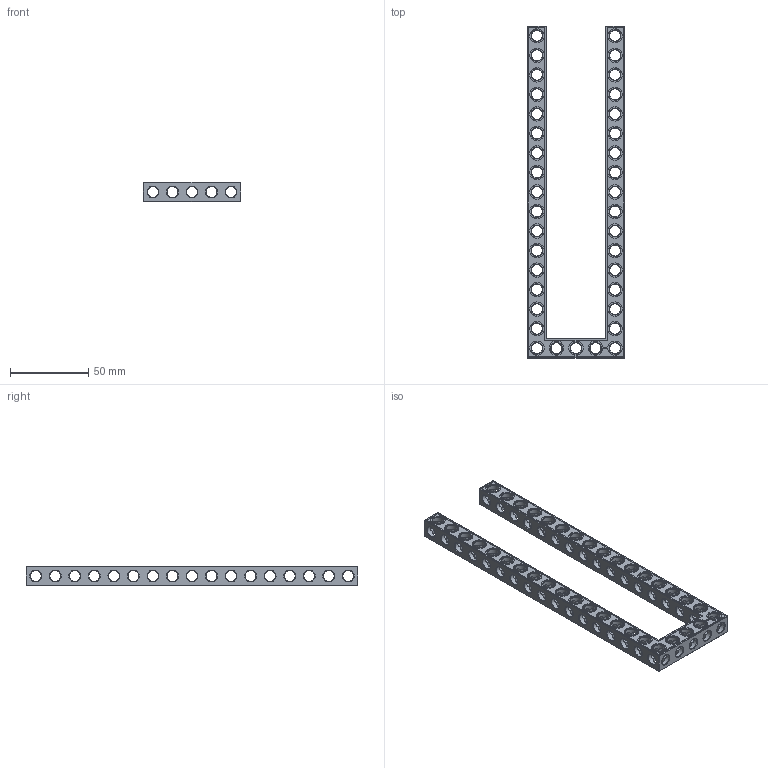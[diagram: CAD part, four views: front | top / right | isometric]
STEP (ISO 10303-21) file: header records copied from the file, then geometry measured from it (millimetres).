
FILE_DESCRIPTION(('FreeCAD Model'),'2;1');
FILE_NAME('Open CASCADE Shape Model','2022-02-23T18:05:49',( 'Paulo Kiefe'),('STEMFIE.org'),'Open CASCADE STEP processor 7.5', 'FreeCAD','Unknown');
FILE_SCHEMA(('AUTOMOTIVE_DESIGN { 1 0 10303 214 1 1 1 1 }'));
Products named in the file (1): Beam AGD ESS USH SYM BU05x17x01 - SPN-BEM-0354 (stemfie.org)
Bounding box: 62.5 x 212.5 x 12.5 mm (x, y, z)
Volume: 36164.6 mm3; surface area: 32288.5 mm2
Topology: 1 solids, 1 shells, 953 faces, 2886 edges, 1857 vertices
Faces by surface type: plane 422, cylinder 223, extrusion 158, cone 150
Full cylindrical faces by diameter (mm): 6.98 x36, 7 x150, 9.2 x37
Entity records: 236515 total; most frequent: CARTESIAN_POINT 182891, DIRECTION 8572, ORIENTED_EDGE 5772, PCURVE 5772, DEFINITIONAL_REPRESENTATION 5772, VECTOR 5483, LINE 5325, EDGE_CURVE 2886
